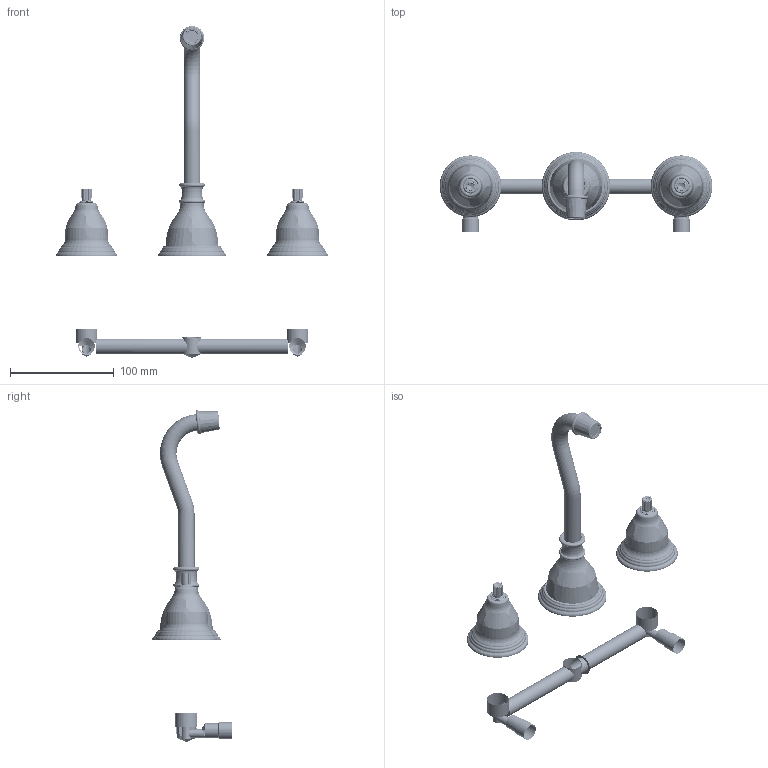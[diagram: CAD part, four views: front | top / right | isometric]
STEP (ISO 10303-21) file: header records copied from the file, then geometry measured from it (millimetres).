
FILE_DESCRIPTION((''),'2;1');
FILE_NAME('7301_WEB','2010-12-07T',('Project'),(''),'PRO/ENGINEER BY PARAMETRIC TECHNOLOGY CORPORATION, 2009300','PRO/ENGINEER BY PARAMETRIC TECHNOLOGY CORPORATION, 2009300','');
FILE_SCHEMA(('CONFIG_CONTROL_DESIGN'));
Products named in the file (1): 7301_WEB
Bounding box: 262.64 x 76.96 x 319.69 mm (x, y, z)
Volume: 59152.2 mm3; surface area: 134781.7 mm2
Topology: 4 solids, 18 shells, 2038 faces, 5699 edges, 3660 vertices
Faces by surface type: cylinder 970, plane 496, bspline 275, cone 164, torus 132, extrusion 1
Entity records: 126157 total; most frequent: CARTESIAN_POINT 77875, ORIENTED_EDGE 11036, DIRECTION 8607, EDGE_CURVE 5693, VERTEX_POINT 3660, AXIS2_PLACEMENT_3D 3332, B_SPLINE_CURVE_WITH_KNOTS 2183, EDGE_LOOP 2098
